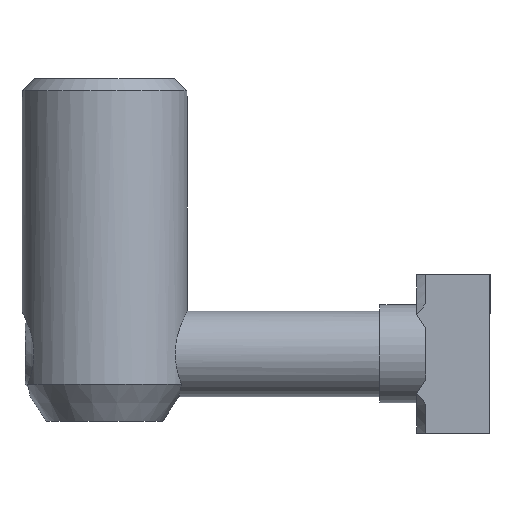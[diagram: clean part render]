
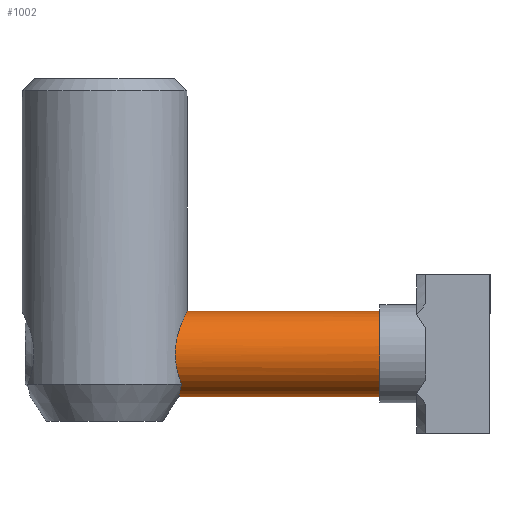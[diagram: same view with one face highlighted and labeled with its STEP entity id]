
A CAD part, front view. The second image highlights one B-rep face of the part: STEP entity #1002.
In plain terms, the highlighted cylindrical face has radius 3.5 mm (diameter 7 mm), a full revolution.
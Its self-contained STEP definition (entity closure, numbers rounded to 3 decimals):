
#28=ELLIPSE('',#1093,4.95,3.5);
#29=ELLIPSE('',#1094,4.95,3.5);
#30=ELLIPSE('',#1096,4.95,3.5);
#31=ELLIPSE('',#1097,4.95,3.5);
#33=CYLINDRICAL_SURFACE('',#1101,3.5);
#58=LINE('',#1584,#123);
#59=LINE('',#1585,#124);
#123=VECTOR('',#1270,3.5);
#124=VECTOR('',#1271,3.5);
#227=FACE_OUTER_BOUND('',#282,.T.);
#282=EDGE_LOOP('',(#698,#699,#700,#701,#702,#703,#704,#705,#706,#707,#708));
#319=CIRCLE('',#1060,3.5);
#320=CIRCLE('',#1061,3.5);
#335=CIRCLE('',#1099,3.5);
#363=VERTEX_POINT('',#1433);
#364=VERTEX_POINT('',#1434);
#398=VERTEX_POINT('',#1567);
#399=VERTEX_POINT('',#1568);
#400=VERTEX_POINT('',#1570);
#401=VERTEX_POINT('',#1574);
#402=VERTEX_POINT('',#1578);
#461=EDGE_CURVE('',#363,#364,#319,.T.);
#462=EDGE_CURVE('',#364,#363,#320,.T.);
#511=EDGE_CURVE('',#398,#399,#28,.T.);
#513=EDGE_CURVE('',#399,#400,#29,.T.);
#514=EDGE_CURVE('',#400,#401,#30,.T.);
#515=EDGE_CURVE('',#401,#398,#31,.T.);
#516=EDGE_CURVE('',#402,#402,#335,.T.);
#519=EDGE_CURVE('',#402,#401,#58,.T.);
#520=EDGE_CURVE('',#399,#364,#59,.T.);
#698=ORIENTED_EDGE('',*,*,#516,.F.);
#699=ORIENTED_EDGE('',*,*,#519,.T.);
#700=ORIENTED_EDGE('',*,*,#515,.T.);
#701=ORIENTED_EDGE('',*,*,#511,.T.);
#702=ORIENTED_EDGE('',*,*,#520,.T.);
#703=ORIENTED_EDGE('',*,*,#462,.T.);
#704=ORIENTED_EDGE('',*,*,#461,.T.);
#705=ORIENTED_EDGE('',*,*,#520,.F.);
#706=ORIENTED_EDGE('',*,*,#513,.T.);
#707=ORIENTED_EDGE('',*,*,#514,.T.);
#708=ORIENTED_EDGE('',*,*,#519,.F.);
#1002=ADVANCED_FACE('',(#227),#33,.T.);
#1060=AXIS2_PLACEMENT_3D('',#1435,#1166,#1167);
#1061=AXIS2_PLACEMENT_3D('',#1436,#1168,#1169);
#1093=AXIS2_PLACEMENT_3D('',#1569,#1250,#1251);
#1094=AXIS2_PLACEMENT_3D('',#1572,#1253,#1254);
#1096=AXIS2_PLACEMENT_3D('',#1575,#1257,#1258);
#1097=AXIS2_PLACEMENT_3D('',#1576,#1259,#1260);
#1099=AXIS2_PLACEMENT_3D('',#1579,#1263,#1264);
#1101=AXIS2_PLACEMENT_3D('',#1583,#1268,#1269);
#1166=DIRECTION('center_axis',(-1.,0.,0.));
#1167=DIRECTION('ref_axis',(0.,1.,0.));
#1168=DIRECTION('center_axis',(-1.,0.,0.));
#1169=DIRECTION('ref_axis',(0.,1.,0.));
#1250=DIRECTION('center_axis',(0.707,0.,
-0.707));
#1251=DIRECTION('ref_axis',(-0.707,0.,-0.707));
#1253=DIRECTION('center_axis',(0.707,0.,
-0.707));
#1254=DIRECTION('ref_axis',(-0.707,0.,-0.707));
#1257=DIRECTION('center_axis',(-0.707,0.,
-0.707));
#1258=DIRECTION('ref_axis',(0.707,0.,-0.707));
#1259=DIRECTION('center_axis',(-0.707,0.,
-0.707));
#1260=DIRECTION('ref_axis',(0.707,0.,-0.707));
#1263=DIRECTION('center_axis',(-1.,0.,0.));
#1264=DIRECTION('ref_axis',(0.,1.,0.));
#1268=DIRECTION('center_axis',(-1.,0.,0.));
#1269=DIRECTION('ref_axis',(0.,1.,0.));
#1270=DIRECTION('',(1.,0.,0.));
#1271=DIRECTION('',(1.,0.,0.));
#1433=CARTESIAN_POINT('',(-3.,0.,3.5));
#1434=CARTESIAN_POINT('',(-3.,-3.5,0.));
#1435=CARTESIAN_POINT('Origin',(-3.,0.,0.));
#1436=CARTESIAN_POINT('Origin',(-3.,0.,0.));
#1567=CARTESIAN_POINT('',(-25.5,3.354,-1.));
#1568=CARTESIAN_POINT('',(-24.5,-3.5,0.));
#1569=CARTESIAN_POINT('Origin',(-24.5,0.,0.));
#1570=CARTESIAN_POINT('',(-25.5,-3.354,-1.));
#1572=CARTESIAN_POINT('Origin',(-24.5,0.,0.));
#1574=CARTESIAN_POINT('',(-26.5,-3.5,0.));
#1575=CARTESIAN_POINT('Origin',(-26.5,0.,0.));
#1576=CARTESIAN_POINT('Origin',(-26.5,0.,0.));
#1578=CARTESIAN_POINT('',(-31.,-3.5,0.));
#1579=CARTESIAN_POINT('Origin',(-31.,0.,0.));
#1583=CARTESIAN_POINT('Origin',(0.,0.,0.));
#1584=CARTESIAN_POINT('',(0.,-3.5,0.));
#1585=CARTESIAN_POINT('',(0.,-3.5,0.));
